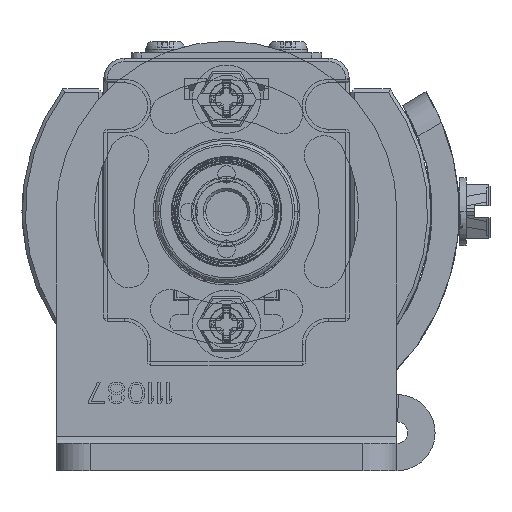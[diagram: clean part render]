
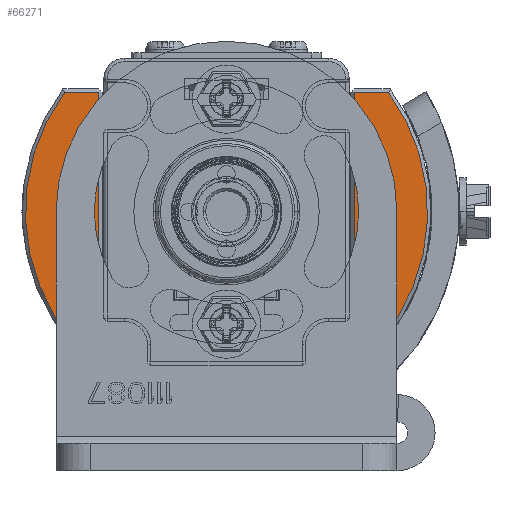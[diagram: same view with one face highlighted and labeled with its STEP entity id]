
A CAD part, front view. The second image highlights one B-rep face of the part: STEP entity #66271.
In plain terms, the highlighted face is planar.
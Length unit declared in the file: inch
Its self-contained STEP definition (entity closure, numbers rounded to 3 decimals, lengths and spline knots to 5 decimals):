
#65256=DIRECTION('',(1.,0.,0.));
#65257=VECTOR('',#65256,37.);
#65258=CARTESIAN_POINT('',(-19.5,-18.75,-10.));
#65259=LINE('',#65258,#65257);
#65276=DIRECTION('',(0.,-1.,0.));
#65277=VECTOR('',#65276,4.99868);
#65278=CARTESIAN_POINT('',(17.5,-18.75,-10.));
#65279=LINE('',#65278,#65277);
#65294=CARTESIAN_POINT('',(0.,0.,-10.));
#65295=DIRECTION('',(0.,0.,-1.));
#65296=DIRECTION('',(0.593,-0.805,0.));
#65297=AXIS2_PLACEMENT_3D('',#65294,#65295,#65296);
#65917=CARTESIAN_POINT('',(-19.5,15.25,-10.));
#65918=DIRECTION('',(0.,0.,1.));
#65919=DIRECTION('',(0.,1.,0.));
#65920=AXIS2_PLACEMENT_3D('',#65917,#65918,#65919);
#65922=DIRECTION('',(-1.,0.,0.));
#65923=VECTOR('',#65922,37.);
#65924=CARTESIAN_POINT('',(17.5,18.75,-10.));
#65925=LINE('',#65924,#65923);
#65938=DIRECTION('',(0.,-1.,0.));
#65939=VECTOR('',#65938,4.99868);
#65940=CARTESIAN_POINT('',(17.5,23.74868,-10.));
#65941=LINE('',#65940,#65939);
#65955=DIRECTION('',(0.,-1.,0.));
#65956=VECTOR('',#65955,30.5);
#65957=CARTESIAN_POINT('',(-23.,15.25,-10.));
#65958=LINE('',#65957,#65956);
#65976=CARTESIAN_POINT('',(-19.5,-15.25,-10.));
#65977=DIRECTION('',(0.,0.,1.));
#65978=DIRECTION('',(-1.,0.,0.));
#65979=AXIS2_PLACEMENT_3D('',#65976,#65977,#65978);
#66076=CARTESIAN_POINT('',(17.5,-23.74868,-10.));
#66077=CARTESIAN_POINT('',(17.5,23.74868,-10.));
#66078=VERTEX_POINT('',#66076);
#66079=VERTEX_POINT('',#66077);
#66080=CARTESIAN_POINT('',(17.5,18.75,-10.));
#66081=VERTEX_POINT('',#66080);
#66084=CARTESIAN_POINT('',(17.5,-18.75,-10.));
#66085=VERTEX_POINT('',#66084);
#66232=CARTESIAN_POINT('',(-19.5,18.75,-10.));
#66233=VERTEX_POINT('',#66232);
#66238=CARTESIAN_POINT('',(-23.,15.25,-10.));
#66239=VERTEX_POINT('',#66238);
#66240=CARTESIAN_POINT('',(-23.,-15.25,-10.));
#66241=VERTEX_POINT('',#66240);
#66246=CARTESIAN_POINT('',(-19.5,-18.75,-10.));
#66247=VERTEX_POINT('',#66246);
#66248=CARTESIAN_POINT('',(0.,0.,-10.));
#66249=DIRECTION('',(0.,0.,1.));
#66250=DIRECTION('',(1.,0.,0.));
#66251=AXIS2_PLACEMENT_3D('',#66248,#66249,#66250);
#66252=PLANE('',#66251);
#66254=ORIENTED_EDGE('',*,*,#66253,.F.);
#66256=ORIENTED_EDGE('',*,*,#66255,.F.);
#66258=ORIENTED_EDGE('',*,*,#66257,.F.);
#66260=ORIENTED_EDGE('',*,*,#66259,.F.);
#66262=ORIENTED_EDGE('',*,*,#66261,.F.);
#66264=ORIENTED_EDGE('',*,*,#66263,.F.);
#66266=ORIENTED_EDGE('',*,*,#66265,.F.);
#66268=ORIENTED_EDGE('',*,*,#66267,.F.);
#66269=EDGE_LOOP('',(#66254,#66256,#66258,#66260,#66262,#66264,#66266,#66268));
#66270=FACE_OUTER_BOUND('',#66269,.F.);
#66271=ADVANCED_FACE('',(#66270),#66252,.F.);
#65298=CIRCLE('',#65297,29.5);
#65921=CIRCLE('',#65920,3.5);
#65980=CIRCLE('',#65979,3.5);
#66253=EDGE_CURVE('',#66247,#66085,#65259,.T.);
#66255=EDGE_CURVE('',#66241,#66247,#65980,.T.);
#66257=EDGE_CURVE('',#66239,#66241,#65958,.T.);
#66259=EDGE_CURVE('',#66233,#66239,#65921,.T.);
#66261=EDGE_CURVE('',#66081,#66233,#65925,.T.);
#66263=EDGE_CURVE('',#66079,#66081,#65941,.T.);
#66265=EDGE_CURVE('',#66078,#66079,#65298,.T.);
#66267=EDGE_CURVE('',#66085,#66078,#65279,.T.);
